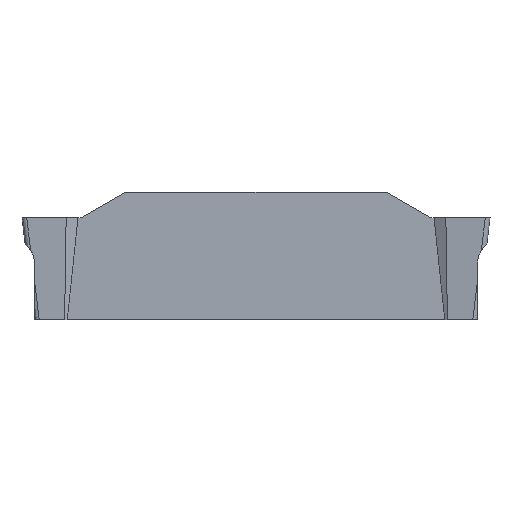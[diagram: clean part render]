
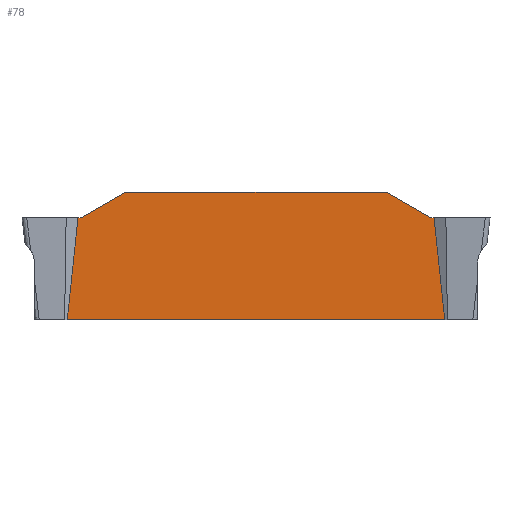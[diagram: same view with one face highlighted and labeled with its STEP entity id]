
A CAD part, left-side view. The second image highlights one B-rep face of the part: STEP entity #78.
In plain terms, the highlighted planar face has unit normal (-1, 0, 0).
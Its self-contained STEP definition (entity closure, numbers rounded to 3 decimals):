
#51=CIRCLE('',#671,0.25);
#52=CIRCLE('',#672,0.25);
#78=ADVANCED_FACE('SIDE_IB_1_SU5',(#130),#110,.F.);
#110=PLANE('',#673);
#130=FACE_OUTER_BOUND('',#162,.T.);
#162=EDGE_LOOP('',(#219,#220,#221,#222,#223,#224,#225,#226,#227,#228));
#219=ORIENTED_EDGE('',*,*,#457,.F.);
#220=ORIENTED_EDGE('',*,*,#458,.T.);
#221=ORIENTED_EDGE('',*,*,#443,.F.);
#222=ORIENTED_EDGE('',*,*,#459,.T.);
#223=ORIENTED_EDGE('',*,*,#460,.F.);
#224=ORIENTED_EDGE('',*,*,#461,.F.);
#225=ORIENTED_EDGE('',*,*,#462,.F.);
#226=ORIENTED_EDGE('',*,*,#463,.F.);
#227=ORIENTED_EDGE('',*,*,#464,.F.);
#228=ORIENTED_EDGE('',*,*,#465,.F.);
#383=VERTEX_POINT('',#878);
#384=VERTEX_POINT('',#880);
#395=VERTEX_POINT('',#976);
#396=VERTEX_POINT('',#977);
#397=VERTEX_POINT('',#980);
#398=VERTEX_POINT('',#982);
#399=VERTEX_POINT('',#984);
#400=VERTEX_POINT('',#986);
#401=VERTEX_POINT('',#988);
#402=VERTEX_POINT('',#990);
#443=EDGE_CURVE('',#383,#384,#530,.T.);
#457=EDGE_CURVE('',#395,#396,#539,.T.);
#458=EDGE_CURVE('',#395,#384,#540,.T.);
#459=EDGE_CURVE('',#383,#397,#541,.T.);
#460=EDGE_CURVE('',#398,#397,#542,.T.);
#461=EDGE_CURVE('',#399,#398,#51,.T.);
#462=EDGE_CURVE('',#400,#399,#543,.T.);
#463=EDGE_CURVE('',#401,#400,#544,.T.);
#464=EDGE_CURVE('',#402,#401,#545,.T.);
#465=EDGE_CURVE('',#396,#402,#52,.T.);
#530=LINE('',#879,#584);
#539=LINE('',#975,#593);
#540=LINE('',#978,#594);
#541=LINE('',#979,#595);
#542=LINE('',#981,#596);
#543=LINE('',#985,#597);
#544=LINE('',#987,#598);
#545=LINE('',#989,#599);
#584=VECTOR('',#715,1.);
#593=VECTOR('',#730,1.);
#594=VECTOR('',#731,1.);
#595=VECTOR('',#732,1.);
#596=VECTOR('',#733,1.);
#597=VECTOR('',#736,1.);
#598=VECTOR('',#737,1.);
#599=VECTOR('',#738,1.);
#671=AXIS2_PLACEMENT_3D('',#983,#734,#735);
#672=AXIS2_PLACEMENT_3D('',#991,#739,#740);
#673=AXIS2_PLACEMENT_3D('',#992,#741,#742);
#715=DIRECTION('',(0.,1.,0.));
#730=DIRECTION('',(0.,-1.,0.));
#731=DIRECTION('',(0.,0.104,-0.995));
#732=DIRECTION('',(0.,0.104,0.995));
#733=DIRECTION('',(0.,-1.,0.));
#734=DIRECTION('',(-1.,0.,0.));
#735=DIRECTION('',(0.,0.,-1.));
#736=DIRECTION('',(0.,-0.866,-0.5));
#737=DIRECTION('',(0.,-1.,0.));
#738=DIRECTION('',(0.,-0.866,0.5));
#739=DIRECTION('',(-1.,0.,0.));
#740=DIRECTION('',(0.,0.,-1.));
#741=DIRECTION('',(1.,0.,0.));
#742=DIRECTION('',(0.,0.,-1.));
#878=CARTESIAN_POINT('',(-1.,-8.401,-4.54));
#879=CARTESIAN_POINT('',(-1.,0.,-4.54));
#880=CARTESIAN_POINT('',(-1.,8.401,-4.54));
#975=CARTESIAN_POINT('',(-1.,0.,0.));
#976=CARTESIAN_POINT('',(-1.,7.925,0.));
#977=CARTESIAN_POINT('',(-1.,7.832,0.));
#978=CARTESIAN_POINT('',(-1.,7.839,0.822));
#979=CARTESIAN_POINT('',(-1.,-7.839,0.822));
#980=CARTESIAN_POINT('',(-1.,-7.925,0.));
#981=CARTESIAN_POINT('',(-1.,0.,0.));
#982=CARTESIAN_POINT('',(-1.,-7.832,0.));
#983=CARTESIAN_POINT('',(-1.,-7.832,0.25));
#984=CARTESIAN_POINT('',(-1.,-7.707,0.033));
#985=CARTESIAN_POINT('',(-1.,-1.941,3.362));
#986=CARTESIAN_POINT('',(-1.,-5.791,1.14));
#987=CARTESIAN_POINT('',(-1.,0.,1.14));
#988=CARTESIAN_POINT('',(-1.,5.791,1.14));
#989=CARTESIAN_POINT('',(-1.,1.941,3.362));
#990=CARTESIAN_POINT('',(-1.,7.707,0.033));
#991=CARTESIAN_POINT('',(-1.,7.832,0.25));
#992=CARTESIAN_POINT('',(-1.,0.,0.));
